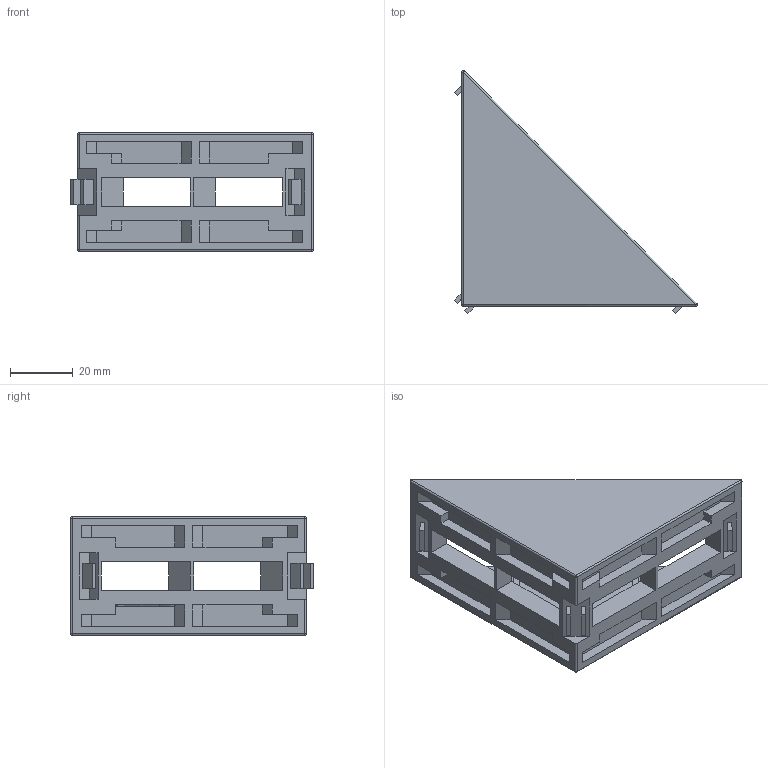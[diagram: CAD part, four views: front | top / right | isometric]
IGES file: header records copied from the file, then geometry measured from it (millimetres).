
Global section: file name: 303876; native system: Autodesk Inventor 2021; preprocessor: unknown; author: Krajewski; date: 20221007.090849; units: millimetre
Bounding box: 77.6 x 77.6 x 38 mm (x, y, z)
Volume: 41386.9 mm3; surface area: 23026.1 mm2
Topology: 1 solids, 1 shells, 181 faces, 470 edges, 300 vertices
Faces by surface type: bspline 181
